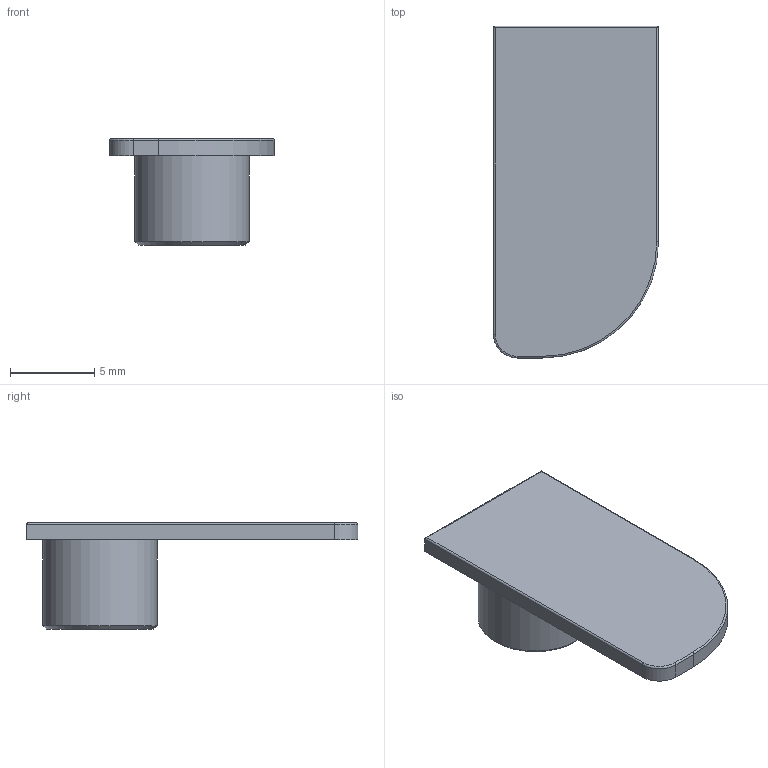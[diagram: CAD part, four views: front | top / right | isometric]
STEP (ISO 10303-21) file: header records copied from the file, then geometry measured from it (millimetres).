
FILE_DESCRIPTION(('FreeCAD Model'),'2;1');
FILE_NAME('Open CASCADE Shape Model','2025-10-31T16:24:51',(''),(''), 'Open CASCADE STEP processor 7.8','FreeCAD','Unknown');
FILE_SCHEMA(('AUTOMOTIVE_DESIGN { 1 0 10303 214 1 1 1 1 }'));
Length unit declared in the file: millimetre
Products named in the file (1): left-button
Bounding box: 9.8 x 19.72 x 6.3 mm (x, y, z)
Volume: 291.3 mm3; surface area: 607 mm2
Topology: 1 solids, 1 shells, 20 faces, 40 edges, 24 vertices
Faces by surface type: cylinder 8, plane 8, torus 3, cone 1
Full cylindrical faces by diameter (mm): 4.2 x1, 6.8 x1
Entity records: 541 total; most frequent: DIRECTION 101, CARTESIAN_POINT 85, ORIENTED_EDGE 80, AXIS2_PLACEMENT_3D 40, EDGE_CURVE 40, VERTEX_POINT 24, FACE_BOUND 22, EDGE_LOOP 22
